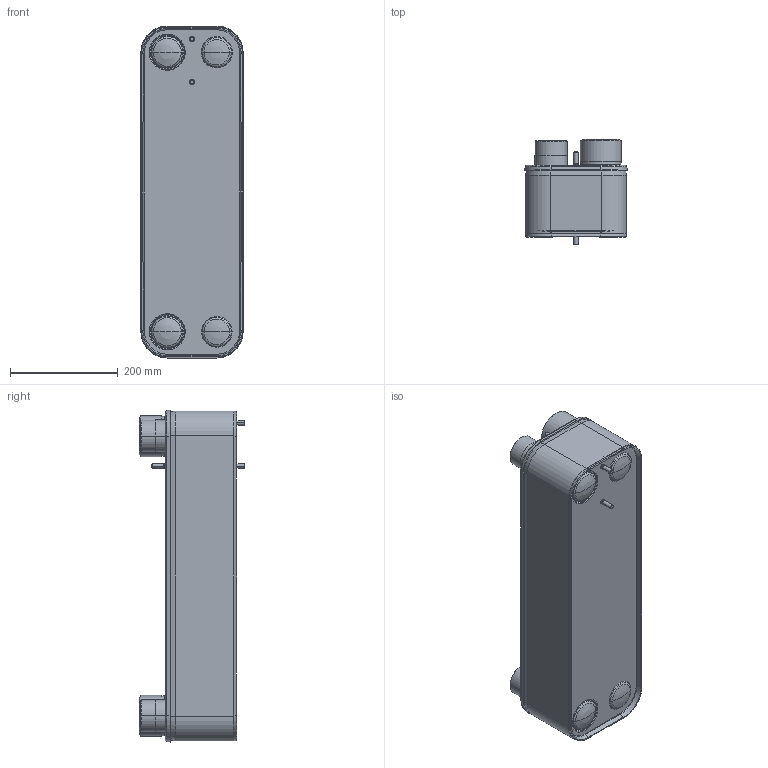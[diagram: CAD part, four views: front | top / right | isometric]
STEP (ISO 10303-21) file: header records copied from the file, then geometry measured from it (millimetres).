
FILE_DESCRIPTION((''),'2;1');
FILE_NAME('3287101756_ASM','2015-01-20T',('SEROAEK'),(''),'PRO/ENGINEER BY PARAMETRIC TECHNOLOGY CORPORATION, 2013230','PRO/ENGINEER BY PARAMETRIC TECHNOLOGY CORPORATION, 2013230','');
FILE_SCHEMA(('CONFIG_CONTROL_DESIGN'));
Length unit declared in the file: millimetre
Products named in the file (8): CB110_46_CH_BLOCK; CB110_FP_S1S2_60_S3S4_51; CB110_PP; O5_34565275; 1625782-01; 34562605-02; LABEL_STD; 3287101756_ASM
Assembly tree (12 placements, depth 2):
  3287101756_ASM
    CB110_46_CH_BLOCK
    CB110_FP_S1S2_60_S3S4_51
    CB110_PP
    O5_34565275  x2
    1625782-01  x2
    34562605-02  x4
    LABEL_STD
Bounding box: 190.04 x 195.5 x 616.25 mm (x, y, z)
Volume: 12704673.4 mm3; surface area: 1105454 mm2
Topology: 19 solids, 27 shells, 681 faces, 1597 edges, 988 vertices
Faces by surface type: plane 279, cylinder 154, torus 110, cone 106, bspline 16, sphere 16
Entity records: 17546 total; most frequent: CARTESIAN_POINT 3551, DIRECTION 3033, ORIENTED_EDGE 2746, EDGE_CURVE 1379, AXIS2_PLACEMENT_3D 1136, VERTEX_POINT 862, VECTOR 761, LINE 761
